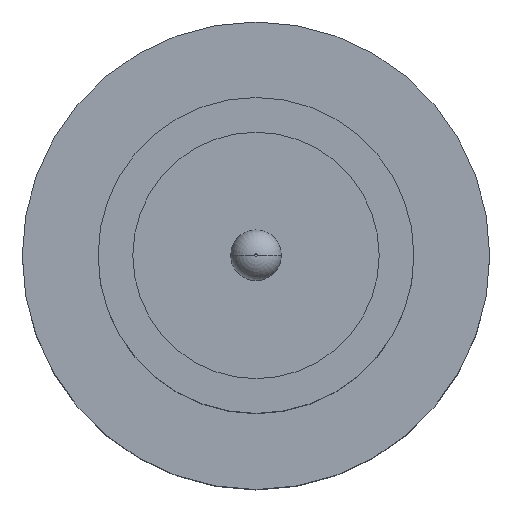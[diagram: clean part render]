
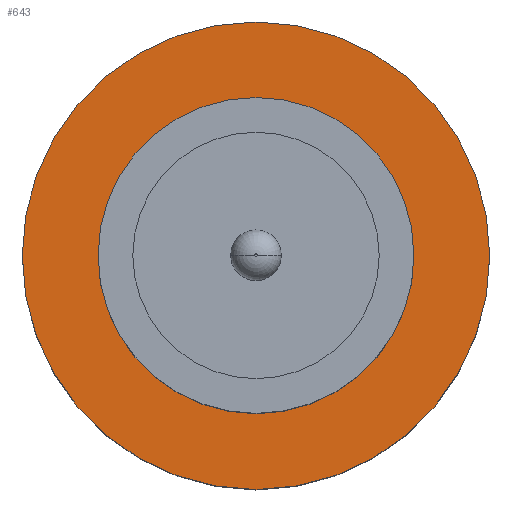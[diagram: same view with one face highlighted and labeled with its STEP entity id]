
A CAD part, top view. The second image highlights one B-rep face of the part: STEP entity #643.
In plain terms, the highlighted planar face has unit normal (0, 0, 1).
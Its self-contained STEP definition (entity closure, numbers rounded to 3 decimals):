
#15 = EDGE_CURVE ( 'NONE', #262, #303, #116, .T. ) ;
#32 = PLANE ( 'NONE',  #790 ) ;
#34 = CARTESIAN_POINT ( 'NONE',  ( 0., 0., 1.55 ) ) ;
#36 = AXIS2_PLACEMENT_3D ( 'NONE', #898, #835, #60 ) ;
#60 = DIRECTION ( 'NONE',  ( 1., 0., 0. ) ) ;
#114 = CIRCLE ( 'NONE', #636, 1.85 ) ;
#116 = CIRCLE ( 'NONE', #313, 1.25 ) ;
#120 = EDGE_LOOP ( 'NONE', ( #219, #599 ) ) ;
#219 = ORIENTED_EDGE ( 'NONE', *, *, #280, .F. ) ;
#236 = FACE_OUTER_BOUND ( 'NONE', #272, .T. ) ;
#251 = DIRECTION ( 'NONE',  ( 1., 0., 0. ) ) ;
#262 = VERTEX_POINT ( 'NONE', #664 ) ;
#272 = EDGE_LOOP ( 'NONE', ( #340, #877 ) ) ;
#280 = EDGE_CURVE ( 'NONE', #303, #262, #842, .T. ) ;
#303 = VERTEX_POINT ( 'NONE', #421 ) ;
#310 = VERTEX_POINT ( 'NONE', #424 ) ;
#313 = AXIS2_PLACEMENT_3D ( 'NONE', #826, #406, #616 ) ;
#340 = ORIENTED_EDGE ( 'NONE', *, *, #860, .T. ) ;
#371 = CIRCLE ( 'NONE', #436, 1.85 ) ;
#381 = FACE_BOUND ( 'NONE', #120, .T. ) ;
#386 = DIRECTION ( 'NONE',  ( 1., 0., 0. ) ) ;
#401 = DIRECTION ( 'NONE',  ( 0., 0., 1. ) ) ;
#406 = DIRECTION ( 'NONE',  ( 0., 0., 1. ) ) ;
#421 = CARTESIAN_POINT ( 'NONE',  ( 1.25, 0., 1.55 ) ) ;
#424 = CARTESIAN_POINT ( 'NONE',  ( -1.85, 0., 1.55 ) ) ;
#436 = AXIS2_PLACEMENT_3D ( 'NONE', #537, #401, #251 ) ;
#446 = DIRECTION ( 'NONE',  ( 0., 0., 1. ) ) ;
#520 = DIRECTION ( 'NONE',  ( 1., 0., 0. ) ) ;
#528 = CARTESIAN_POINT ( 'NONE',  ( 1.85, 0., 1.55 ) ) ;
#537 = CARTESIAN_POINT ( 'NONE',  ( 0., 0., 1.55 ) ) ;
#599 = ORIENTED_EDGE ( 'NONE', *, *, #15, .F. ) ;
#616 = DIRECTION ( 'NONE',  ( 1., 0., 0. ) ) ;
#636 = AXIS2_PLACEMENT_3D ( 'NONE', #34, #799, #520 ) ;
#643 = ADVANCED_FACE ( 'NONE', ( #381, #236 ), #32, .T. ) ;
#655 = EDGE_CURVE ( 'NONE', #888, #310, #371, .T. ) ;
#664 = CARTESIAN_POINT ( 'NONE',  ( -1.25, 0., 1.55 ) ) ;
#716 = CARTESIAN_POINT ( 'NONE',  ( 0., 0., 1.55 ) ) ;
#790 = AXIS2_PLACEMENT_3D ( 'NONE', #716, #446, #386 ) ;
#799 = DIRECTION ( 'NONE',  ( 0., 0., 1. ) ) ;
#826 = CARTESIAN_POINT ( 'NONE',  ( 0., 0., 1.55 ) ) ;
#835 = DIRECTION ( 'NONE',  ( 0., 0., 1. ) ) ;
#842 = CIRCLE ( 'NONE', #36, 1.25 ) ;
#860 = EDGE_CURVE ( 'NONE', #310, #888, #114, .T. ) ;
#877 = ORIENTED_EDGE ( 'NONE', *, *, #655, .T. ) ;
#888 = VERTEX_POINT ( 'NONE', #528 ) ;
#898 = CARTESIAN_POINT ( 'NONE',  ( 0., 0., 1.55 ) ) ;
